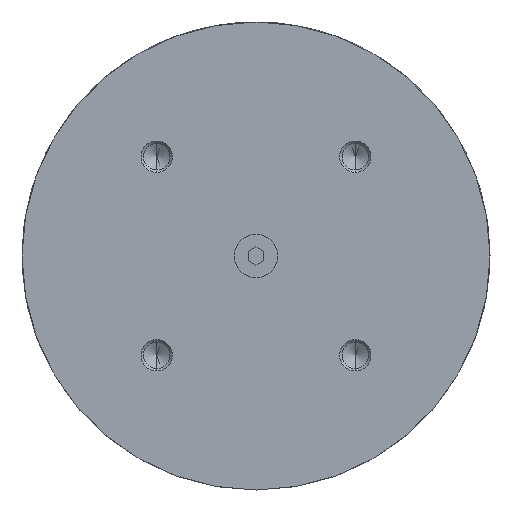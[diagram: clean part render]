
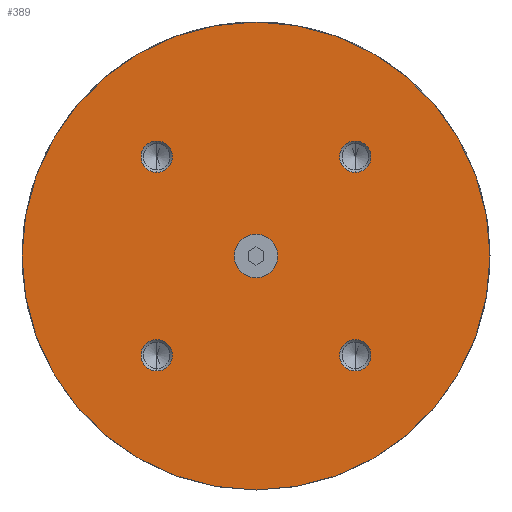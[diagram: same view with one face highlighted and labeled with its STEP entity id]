
A CAD part, left-side view. The second image highlights one B-rep face of the part: STEP entity #389.
In plain terms, the highlighted planar face has unit normal (-1, 0, 0).
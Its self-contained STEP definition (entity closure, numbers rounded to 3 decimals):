
#10 = DIRECTION ( 'NONE',  ( -1., 0., 0. ) ) ;
#14 = AXIS2_PLACEMENT_3D ( 'NONE', #1599, #2307, #1166 ) ;
#25 = CIRCLE ( 'NONE', #1441, 5.025 ) ;
#52 = CARTESIAN_POINT ( 'NONE',  ( -45.2, 31.82, 31.82 ) ) ;
#57 = CIRCLE ( 'NONE', #301, 5.025 ) ;
#68 = DIRECTION ( 'NONE',  ( 0., 0., 1. ) ) ;
#72 = VERTEX_POINT ( 'NONE', #1755 ) ;
#74 = CIRCLE ( 'NONE', #917, 5.025 ) ;
#92 = VERTEX_POINT ( 'NONE', #2127 ) ;
#115 = CIRCLE ( 'NONE', #224, 5.025 ) ;
#163 = CARTESIAN_POINT ( 'NONE',  ( -45.2, -31.82, -31.82 ) ) ;
#182 = EDGE_CURVE ( 'NONE', #213, #2008, #1498, .T. ) ;
#184 = DIRECTION ( 'NONE',  ( -1., 0., 0. ) ) ;
#202 = CARTESIAN_POINT ( 'NONE',  ( -45.2, 31.82, -31.82 ) ) ;
#213 = VERTEX_POINT ( 'NONE', #686 ) ;
#224 = AXIS2_PLACEMENT_3D ( 'NONE', #163, #1945, #1327 ) ;
#226 = CIRCLE ( 'NONE', #2373, 5.025 ) ;
#233 = FACE_BOUND ( 'NONE', #562, .T. ) ;
#254 = AXIS2_PLACEMENT_3D ( 'NONE', #1090, #904, #1310 ) ;
#300 = ORIENTED_EDGE ( 'NONE', *, *, #1514, .F. ) ;
#301 = AXIS2_PLACEMENT_3D ( 'NONE', #375, #10, #382 ) ;
#357 = EDGE_CURVE ( 'NONE', #2008, #213, #1512, .T. ) ;
#372 = CARTESIAN_POINT ( 'NONE',  ( -45.2, -31.82, 31.82 ) ) ;
#375 = CARTESIAN_POINT ( 'NONE',  ( -45.2, -31.82, 31.82 ) ) ;
#382 = DIRECTION ( 'NONE',  ( 0., 0., 1. ) ) ;
#389 = ADVANCED_FACE ( 'NONE', ( #1059, #1874, #2461, #1313, #233, #1120 ), #1478, .T. ) ;
#401 = EDGE_LOOP ( 'NONE', ( #629, #759 ) ) ;
#418 = VERTEX_POINT ( 'NONE', #946 ) ;
#453 = CARTESIAN_POINT ( 'NONE',  ( -45.2, 31.82, -31.82 ) ) ;
#470 = EDGE_CURVE ( 'NONE', #1808, #483, #226, .T. ) ;
#482 = EDGE_CURVE ( 'NONE', #92, #72, #57, .T. ) ;
#483 = VERTEX_POINT ( 'NONE', #567 ) ;
#535 = CARTESIAN_POINT ( 'NONE',  ( -45.2, 75., 0. ) ) ;
#561 = ORIENTED_EDGE ( 'NONE', *, *, #1888, .F. ) ;
#562 = EDGE_LOOP ( 'NONE', ( #1187, #863 ) ) ;
#565 = CARTESIAN_POINT ( 'NONE',  ( -45.2, 0., 0. ) ) ;
#567 = CARTESIAN_POINT ( 'NONE',  ( -45.2, 31.82, 26.795 ) ) ;
#573 = DIRECTION ( 'NONE',  ( 1., 0., 0. ) ) ;
#588 = AXIS2_PLACEMENT_3D ( 'NONE', #675, #1241, #1820 ) ;
#629 = ORIENTED_EDGE ( 'NONE', *, *, #482, .F. ) ;
#643 = DIRECTION ( 'NONE',  ( 0., 0., 1. ) ) ;
#645 = AXIS2_PLACEMENT_3D ( 'NONE', #565, #573, #1706 ) ;
#664 = DIRECTION ( 'NONE',  ( 0., 0., 1. ) ) ;
#675 = CARTESIAN_POINT ( 'NONE',  ( -45.2, 0., 0. ) ) ;
#686 = CARTESIAN_POINT ( 'NONE',  ( -45.2, 0., 7. ) ) ;
#711 = DIRECTION ( 'NONE',  ( -1., 0., 0. ) ) ;
#759 = ORIENTED_EDGE ( 'NONE', *, *, #992, .F. ) ;
#832 = VERTEX_POINT ( 'NONE', #1842 ) ;
#863 = ORIENTED_EDGE ( 'NONE', *, *, #1633, .F. ) ;
#903 = EDGE_LOOP ( 'NONE', ( #561, #1610 ) ) ;
#904 = DIRECTION ( 'NONE',  ( -1., 0., 0. ) ) ;
#917 = AXIS2_PLACEMENT_3D ( 'NONE', #202, #2150, #1541 ) ;
#927 = CARTESIAN_POINT ( 'NONE',  ( -45.2, -31.82, -26.795 ) ) ;
#946 = CARTESIAN_POINT ( 'NONE',  ( -45.2, 31.82, -36.845 ) ) ;
#976 = DIRECTION ( 'NONE',  ( 0., 0., 1. ) ) ;
#992 = EDGE_CURVE ( 'NONE', #72, #92, #1774, .T. ) ;
#996 = CARTESIAN_POINT ( 'NONE',  ( -45.2, -31.82, -36.845 ) ) ;
#1015 = CIRCLE ( 'NONE', #1264, 5.025 ) ;
#1057 = CIRCLE ( 'NONE', #645, 75. ) ;
#1059 = FACE_BOUND ( 'NONE', #1749, .T. ) ;
#1090 = CARTESIAN_POINT ( 'NONE',  ( -45.2, 0., 0. ) ) ;
#1099 = EDGE_CURVE ( 'NONE', #1647, #1457, #1237, .T. ) ;
#1120 = FACE_OUTER_BOUND ( 'NONE', #1150, .T. ) ;
#1129 = ORIENTED_EDGE ( 'NONE', *, *, #182, .F. ) ;
#1150 = EDGE_LOOP ( 'NONE', ( #1879, #2117 ) ) ;
#1166 = DIRECTION ( 'NONE',  ( 0., 0., 1. ) ) ;
#1168 = EDGE_CURVE ( 'NONE', #418, #2390, #1015, .T. ) ;
#1187 = ORIENTED_EDGE ( 'NONE', *, *, #470, .F. ) ;
#1206 = CARTESIAN_POINT ( 'NONE',  ( -45.2, 0., 0. ) ) ;
#1237 = CIRCLE ( 'NONE', #14, 5.025 ) ;
#1241 = DIRECTION ( 'NONE',  ( 1., 0., 0. ) ) ;
#1264 = AXIS2_PLACEMENT_3D ( 'NONE', #453, #1618, #664 ) ;
#1310 = DIRECTION ( 'NONE',  ( 0., 0., 1. ) ) ;
#1313 = FACE_BOUND ( 'NONE', #1885, .T. ) ;
#1327 = DIRECTION ( 'NONE',  ( 0., 0., 1. ) ) ;
#1427 = DIRECTION ( 'NONE',  ( -1., 0., 0. ) ) ;
#1441 = AXIS2_PLACEMENT_3D ( 'NONE', #52, #2157, #643 ) ;
#1457 = VERTEX_POINT ( 'NONE', #927 ) ;
#1478 = PLANE ( 'NONE',  #2057 ) ;
#1498 = CIRCLE ( 'NONE', #1604, 7. ) ;
#1512 = CIRCLE ( 'NONE', #254, 7. ) ;
#1514 = EDGE_CURVE ( 'NONE', #2390, #418, #74, .T. ) ;
#1530 = DIRECTION ( 'NONE',  ( -1., 0., 0. ) ) ;
#1541 = DIRECTION ( 'NONE',  ( 0., 0., 1. ) ) ;
#1556 = VERTEX_POINT ( 'NONE', #1764 ) ;
#1599 = CARTESIAN_POINT ( 'NONE',  ( -45.2, -31.82, -31.82 ) ) ;
#1604 = AXIS2_PLACEMENT_3D ( 'NONE', #1206, #1427, #68 ) ;
#1610 = ORIENTED_EDGE ( 'NONE', *, *, #1099, .F. ) ;
#1616 = ORIENTED_EDGE ( 'NONE', *, *, #1168, .F. ) ;
#1618 = DIRECTION ( 'NONE',  ( -1., 0., 0. ) ) ;
#1633 = EDGE_CURVE ( 'NONE', #483, #1808, #25, .T. ) ;
#1647 = VERTEX_POINT ( 'NONE', #996 ) ;
#1706 = DIRECTION ( 'NONE',  ( 0., 0., -1. ) ) ;
#1709 = CARTESIAN_POINT ( 'NONE',  ( -45.2, 0., -7. ) ) ;
#1714 = DIRECTION ( 'NONE',  ( 0., 0., 1. ) ) ;
#1722 = CARTESIAN_POINT ( 'NONE',  ( -45.2, 31.82, -26.795 ) ) ;
#1749 = EDGE_LOOP ( 'NONE', ( #1129, #2381 ) ) ;
#1755 = CARTESIAN_POINT ( 'NONE',  ( -45.2, -31.82, 26.795 ) ) ;
#1764 = CARTESIAN_POINT ( 'NONE',  ( -45.2, 0., 75. ) ) ;
#1774 = CIRCLE ( 'NONE', #1825, 5.025 ) ;
#1808 = VERTEX_POINT ( 'NONE', #1844 ) ;
#1820 = DIRECTION ( 'NONE',  ( 0., 0., -1. ) ) ;
#1825 = AXIS2_PLACEMENT_3D ( 'NONE', #372, #184, #976 ) ;
#1842 = CARTESIAN_POINT ( 'NONE',  ( -45.2, 0., -75. ) ) ;
#1844 = CARTESIAN_POINT ( 'NONE',  ( -45.2, 31.82, 36.845 ) ) ;
#1873 = CIRCLE ( 'NONE', #588, 75. ) ;
#1874 = FACE_BOUND ( 'NONE', #401, .T. ) ;
#1879 = ORIENTED_EDGE ( 'NONE', *, *, #2286, .F. ) ;
#1885 = EDGE_LOOP ( 'NONE', ( #300, #1616 ) ) ;
#1888 = EDGE_CURVE ( 'NONE', #1457, #1647, #115, .T. ) ;
#1920 = CARTESIAN_POINT ( 'NONE',  ( -45.2, 31.82, 31.82 ) ) ;
#1945 = DIRECTION ( 'NONE',  ( -1., 0., 0. ) ) ;
#2008 = VERTEX_POINT ( 'NONE', #1709 ) ;
#2057 = AXIS2_PLACEMENT_3D ( 'NONE', #535, #711, #2417 ) ;
#2117 = ORIENTED_EDGE ( 'NONE', *, *, #2452, .F. ) ;
#2127 = CARTESIAN_POINT ( 'NONE',  ( -45.2, -31.82, 36.845 ) ) ;
#2150 = DIRECTION ( 'NONE',  ( -1., 0., 0. ) ) ;
#2157 = DIRECTION ( 'NONE',  ( -1., 0., 0. ) ) ;
#2286 = EDGE_CURVE ( 'NONE', #832, #1556, #1057, .T. ) ;
#2307 = DIRECTION ( 'NONE',  ( -1., 0., 0. ) ) ;
#2373 = AXIS2_PLACEMENT_3D ( 'NONE', #1920, #1530, #1714 ) ;
#2381 = ORIENTED_EDGE ( 'NONE', *, *, #357, .F. ) ;
#2390 = VERTEX_POINT ( 'NONE', #1722 ) ;
#2417 = DIRECTION ( 'NONE',  ( 0., 0., 1. ) ) ;
#2452 = EDGE_CURVE ( 'NONE', #1556, #832, #1873, .T. ) ;
#2461 = FACE_BOUND ( 'NONE', #903, .T. ) ;
